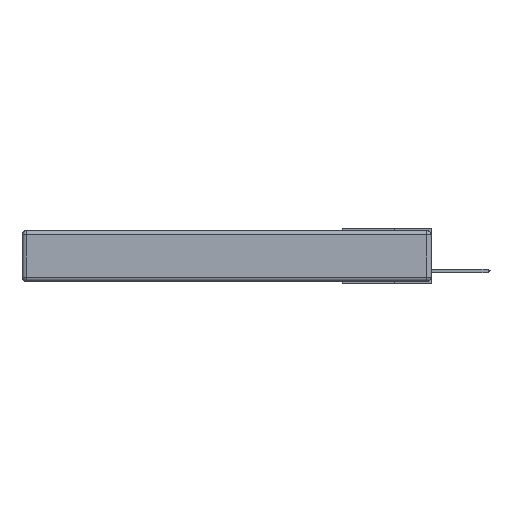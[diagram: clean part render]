
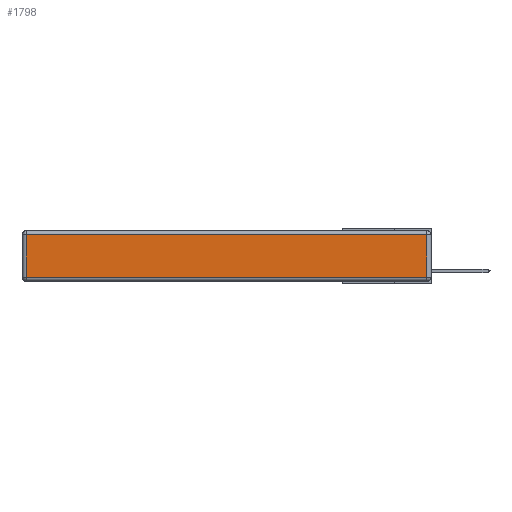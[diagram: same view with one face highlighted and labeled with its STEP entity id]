
A CAD part, left-side view. The second image highlights one B-rep face of the part: STEP entity #1798.
In plain terms, the highlighted planar face has unit normal (-1, 0, 0).
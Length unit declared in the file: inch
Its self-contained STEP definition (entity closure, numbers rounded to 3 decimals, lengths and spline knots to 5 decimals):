
#835 = ORIENTED_EDGE ( 'NONE', *, *, #11184, .T. ) ;
#1091 = VECTOR ( 'NONE', #18171, 39.37008 ) ;
#1798 = ADVANCED_FACE ( 'NONE', ( #17660 ), #6330, .T. ) ;
#1898 = LINE ( 'NONE', #12768, #16800 ) ;
#3311 = CARTESIAN_POINT ( 'NONE',  ( 0., 0., -0.343 ) ) ;
#3799 = ORIENTED_EDGE ( 'NONE', *, *, #15975, .T. ) ;
#3950 = EDGE_CURVE ( 'NONE', #6363, #15839, #9858, .T. ) ;
#4168 = DIRECTION ( 'NONE',  ( 0., 1., 0. ) ) ;
#5321 = ORIENTED_EDGE ( 'NONE', *, *, #3950, .T. ) ;
#6151 = CARTESIAN_POINT ( 'NONE',  ( 0., 2.72, -0.313 ) ) ;
#6330 = PLANE ( 'NONE',  #10508 ) ;
#6363 = VERTEX_POINT ( 'NONE', #14633 ) ;
#7766 = DIRECTION ( 'NONE',  ( 0., 0., 1. ) ) ;
#8079 = EDGE_LOOP ( 'NONE', ( #3799, #835, #5321, #8277 ) ) ;
#8277 = ORIENTED_EDGE ( 'NONE', *, *, #9173, .T. ) ;
#9173 = EDGE_CURVE ( 'NONE', #15839, #9524, #12565, .T. ) ;
#9197 = LINE ( 'NONE', #17492, #13500 ) ;
#9524 = VERTEX_POINT ( 'NONE', #6151 ) ;
#9858 = LINE ( 'NONE', #18613, #16653 ) ;
#10508 = AXIS2_PLACEMENT_3D ( 'NONE', #3311, #16415, #7766 ) ;
#11184 = EDGE_CURVE ( 'NONE', #15426, #6363, #1898, .T. ) ;
#11880 = DIRECTION ( 'NONE',  ( 0., -1., 0. ) ) ;
#12565 = LINE ( 'NONE', #16628, #1091 ) ;
#12637 = CARTESIAN_POINT ( 'NONE',  ( 0., 0.03, -0.313 ) ) ;
#12768 = CARTESIAN_POINT ( 'NONE',  ( 0., 0.03, -0.343 ) ) ;
#13500 = VECTOR ( 'NONE', #11880, 39.37008 ) ;
#14633 = CARTESIAN_POINT ( 'NONE',  ( 0., 0.03, -0.03 ) ) ;
#15426 = VERTEX_POINT ( 'NONE', #12637 ) ;
#15839 = VERTEX_POINT ( 'NONE', #17557 ) ;
#15975 = EDGE_CURVE ( 'NONE', #9524, #15426, #9197, .T. ) ;
#16415 = DIRECTION ( 'NONE',  ( -1., 0., 0. ) ) ;
#16628 = CARTESIAN_POINT ( 'NONE',  ( 0., 2.72, -0.343 ) ) ;
#16653 = VECTOR ( 'NONE', #4168, 39.37008 ) ;
#16800 = VECTOR ( 'NONE', #17217, 39.37008 ) ;
#17217 = DIRECTION ( 'NONE',  ( 0., 0., 1. ) ) ;
#17492 = CARTESIAN_POINT ( 'NONE',  ( 0., 0., -0.313 ) ) ;
#17557 = CARTESIAN_POINT ( 'NONE',  ( 0., 2.72, -0.03 ) ) ;
#17660 = FACE_OUTER_BOUND ( 'NONE', #8079, .T. ) ;
#18171 = DIRECTION ( 'NONE',  ( 0., 0., -1. ) ) ;
#18613 = CARTESIAN_POINT ( 'NONE',  ( 0., 2.75, -0.03 ) ) ;
